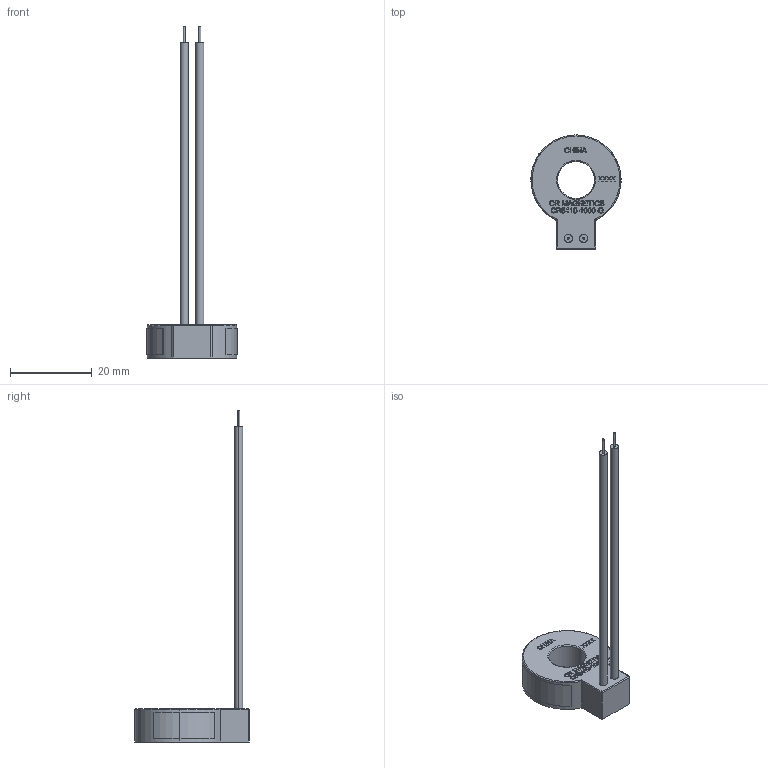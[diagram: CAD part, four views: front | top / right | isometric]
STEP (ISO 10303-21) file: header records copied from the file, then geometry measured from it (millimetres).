
FILE_DESCRIPTION (( 'STEP AP203' ), '1' );
FILE_NAME ('CR8410-1000-G.STEP', '2023-08-08T17:29:11', ( '' ), ( '' ), 'SwSTEP 2.0', 'SolidWorks 2022', '' );
FILE_SCHEMA (( 'CONFIG_CONTROL_DESIGN' ));
Length unit declared in the file: inch
Products named in the file (1): CR8410-1000-G
Bounding box: 22.07 x 27.88 x 81.08 mm (x, y, z)
Volume: 3440.1 mm3; surface area: 2545.2 mm2
Topology: 1 solids, 1 shells, 487 faces, 1290 edges, 852 vertices
Faces by surface type: plane 283, bspline 164, cylinder 28, torus 10, sphere 2
Entity records: 24046 total; most frequent: CARTESIAN_POINT 12958, ORIENTED_EDGE 2572, DIRECTION 1681, EDGE_CURVE 1286, LINE 875, VECTOR 875, VERTEX_POINT 852, EDGE_LOOP 540
